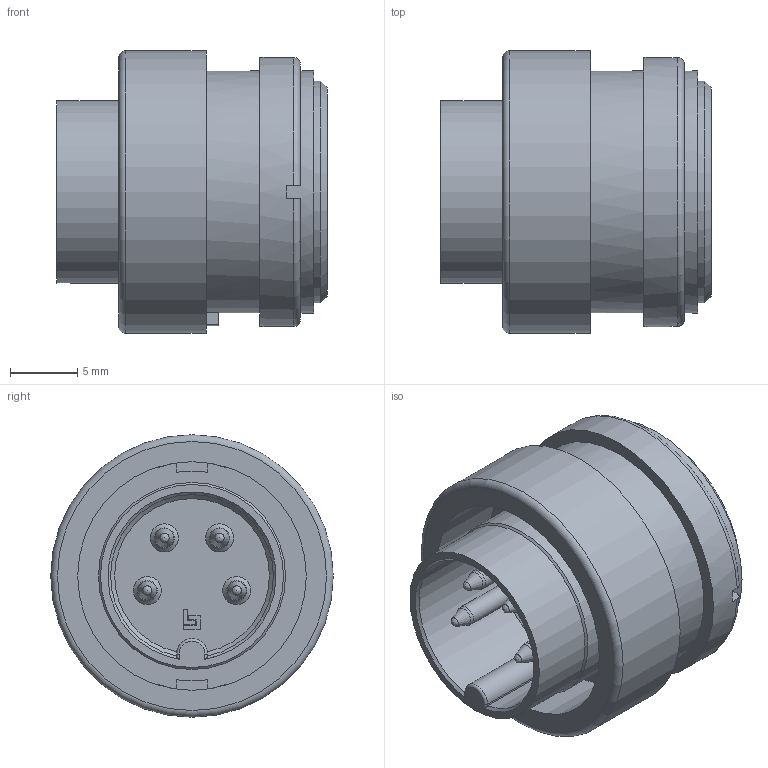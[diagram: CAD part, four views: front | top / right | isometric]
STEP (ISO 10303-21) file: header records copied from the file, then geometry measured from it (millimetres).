
FILE_DESCRIPTION(/* description */ (''),/* implementation_level */ '2;1');
FILE_NAME(/* name */ '99 0611 00 04 001_00.stp',/* time_stamp */ '2014-01-27T10:55:40+01:00',/* author */ (''),/* organization */ (''),/* preprocessor_version */ 'ST-DEVELOPER v14',/* originating_system */ 'SIEMENS PLM Software NX 8.0',/* authorisation */ '');
FILE_SCHEMA (('AUTOMOTIVE_DESIGN { 1 0 10303 214 3 1 1 1 }'));
Length unit declared in the file: millimetre
Products named in the file (1): cerl0E54AD9C1xhy
Bounding box: 20.1 x 21 x 21 mm (x, y, z)
Volume: 3242.8 mm3; surface area: 3373.7 mm2
Topology: 1 solids, 1 shells, 194 faces, 493 edges, 316 vertices
Faces by surface type: plane 90, cylinder 37, cone 26, extrusion 25, bspline 8, torus 4, sphere 4
Full cylindrical faces by diameter (mm): 1.2 x4, 1.4 x4, 1.49 x4, 1.9 x4, 13.6 x1, 13.9 x1, 16.5 x1, 17 x1, 18 x2, 20 x1, 21 x1
Entity records: 6409 total; most frequent: CARTESIAN_POINT 2259, ORIENTED_EDGE 802, DIRECTION 758, EDGE_CURVE 401, VERTEX_POINT 292, EDGE_LOOP 281, AXIS2_PLACEMENT_3D 273, VECTOR 212
